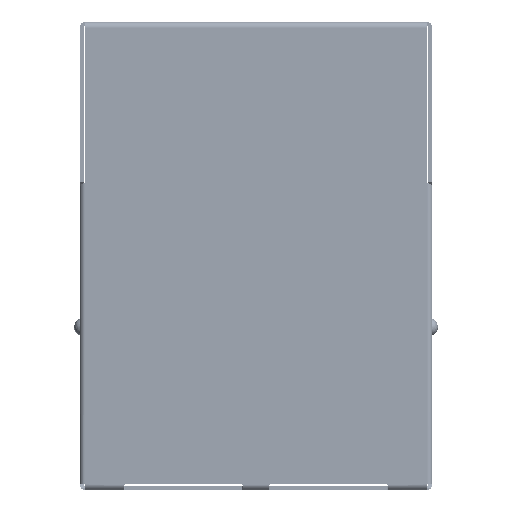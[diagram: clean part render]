
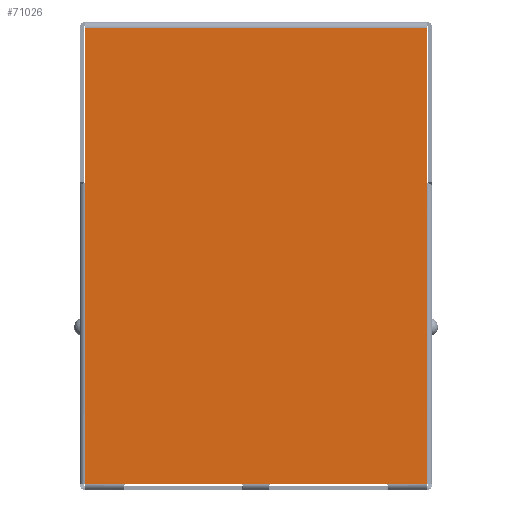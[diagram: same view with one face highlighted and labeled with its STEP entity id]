
A CAD part, front view. The second image highlights one B-rep face of the part: STEP entity #71026.
In plain terms, the highlighted planar face has unit normal (0, -1, 0).
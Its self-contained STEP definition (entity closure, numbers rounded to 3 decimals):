
#67690=CARTESIAN_POINT('',(-0.65,-12.9,-20.65));
#67692=DIRECTION('',(1.,0.,0.));
#67693=VECTOR('',#67692,1.3);
#67694=CARTESIAN_POINT('',(-0.65,-12.9,-20.65));
#67695=LINE('',#67694,#67693);
#67753=DIRECTION('',(1.,0.,0.));
#67754=VECTOR('',#67753,5.28);
#67755=CARTESIAN_POINT('',(0.65,-12.9,-20.65));
#67756=LINE('',#67755,#67754);
#67761=DIRECTION('',(0.,0.,1.));
#67762=VECTOR('',#67761,7.023);
#67763=CARTESIAN_POINT('',(-7.72,-12.9,-7.023));
#67764=LINE('',#67763,#67762);
#67765=DIRECTION('',(0.,0.,-1.));
#67766=VECTOR('',#67765,7.023);
#67767=CARTESIAN_POINT('',(7.72,-12.9,0.));
#67768=LINE('',#67767,#67766);
#67781=DIRECTION('',(1.,0.,0.));
#67782=VECTOR('',#67781,1.79);
#67783=CARTESIAN_POINT('',(-7.72,-12.9,-20.65));
#67784=LINE('',#67783,#67782);
#67810=DIRECTION('',(1.,0.,0.));
#67811=VECTOR('',#67810,5.28);
#67812=CARTESIAN_POINT('',(-5.93,-12.9,-20.65));
#67813=LINE('',#67812,#67811);
#68090=DIRECTION('',(1.,0.,0.));
#68091=VECTOR('',#68090,1.79);
#68092=CARTESIAN_POINT('',(5.93,-12.9,-20.65));
#68093=LINE('',#68092,#68091);
#68248=DIRECTION('',(0.,0.,1.));
#68249=VECTOR('',#68248,13.627);
#68250=CARTESIAN_POINT('',(7.72,-12.9,-20.65));
#68251=LINE('',#68250,#68249);
#69140=DIRECTION('',(-1.,0.,0.));
#69141=VECTOR('',#69140,15.44);
#69142=CARTESIAN_POINT('',(7.72,-12.9,0.));
#69143=LINE('',#69142,#69141);
#69196=DIRECTION('',(0.,0.,-1.));
#69197=VECTOR('',#69196,13.627);
#69198=CARTESIAN_POINT('',(-7.72,-12.9,-7.023));
#69199=LINE('',#69198,#69197);
#70154=VERTEX_POINT('',#67690);
#70155=CARTESIAN_POINT('',(0.65,-12.9,-20.65));
#70156=VERTEX_POINT('',#70155);
#70197=CARTESIAN_POINT('',(5.93,-12.9,-20.65));
#70198=VERTEX_POINT('',#70197);
#70199=CARTESIAN_POINT('',(-7.72,-12.9,-20.65));
#70200=CARTESIAN_POINT('',(-5.93,-12.9,-20.65));
#70201=VERTEX_POINT('',#70199);
#70202=VERTEX_POINT('',#70200);
#70203=CARTESIAN_POINT('',(-7.72,-12.9,-7.023));
#70204=VERTEX_POINT('',#70203);
#70205=CARTESIAN_POINT('',(-7.72,-12.9,0.));
#70206=VERTEX_POINT('',#70205);
#70207=CARTESIAN_POINT('',(7.72,-12.9,0.));
#70208=VERTEX_POINT('',#70207);
#70209=CARTESIAN_POINT('',(7.72,-12.9,-7.023));
#70210=VERTEX_POINT('',#70209);
#70211=CARTESIAN_POINT('',(7.72,-12.9,-20.65));
#70212=VERTEX_POINT('',#70211);
#71001=CARTESIAN_POINT('',(0.,-12.9,0.));
#71002=DIRECTION('',(0.,-1.,0.));
#71003=DIRECTION('',(0.,0.,-1.));
#71004=AXIS2_PLACEMENT_3D('',#71001,#71002,#71003);
#71005=PLANE('',#71004);
#71007=ORIENTED_EDGE('',*,*,#71006,.F.);
#71009=ORIENTED_EDGE('',*,*,#71008,.F.);
#71011=ORIENTED_EDGE('',*,*,#71010,.T.);
#71013=ORIENTED_EDGE('',*,*,#71012,.F.);
#71015=ORIENTED_EDGE('',*,*,#71014,.T.);
#71017=ORIENTED_EDGE('',*,*,#71016,.F.);
#71019=ORIENTED_EDGE('',*,*,#71018,.F.);
#71020=ORIENTED_EDGE('',*,*,#70992,.F.);
#71021=ORIENTED_EDGE('',*,*,#70906,.F.);
#71023=ORIENTED_EDGE('',*,*,#71022,.F.);
#71024=EDGE_LOOP('',(#71007,#71009,#71011,#71013,#71015,#71017,#71019,#71020,
#71021,#71023));
#71025=FACE_OUTER_BOUND('',#71024,.F.);
#71026=ADVANCED_FACE('',(#71025),#71005,.T.);
#70906=EDGE_CURVE('',#70154,#70156,#67695,.T.);
#70992=EDGE_CURVE('',#70156,#70198,#67756,.T.);
#71006=EDGE_CURVE('',#70201,#70202,#67784,.T.);
#71008=EDGE_CURVE('',#70204,#70201,#69199,.T.);
#71010=EDGE_CURVE('',#70204,#70206,#67764,.T.);
#71012=EDGE_CURVE('',#70208,#70206,#69143,.T.);
#71014=EDGE_CURVE('',#70208,#70210,#67768,.T.);
#71016=EDGE_CURVE('',#70212,#70210,#68251,.T.);
#71018=EDGE_CURVE('',#70198,#70212,#68093,.T.);
#71022=EDGE_CURVE('',#70202,#70154,#67813,.T.);
